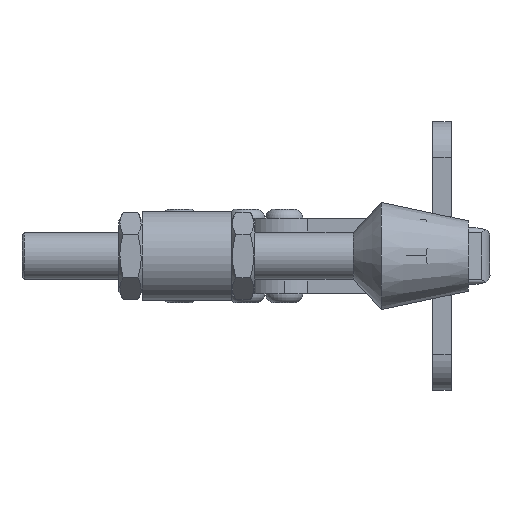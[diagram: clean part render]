
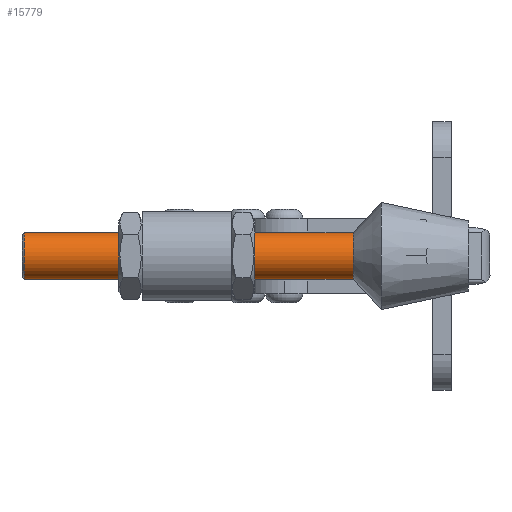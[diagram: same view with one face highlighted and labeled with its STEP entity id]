
A CAD part, left-side view. The second image highlights one B-rep face of the part: STEP entity #15779.
In plain terms, the highlighted cylindrical face has radius 5 mm (diameter 10 mm), a partial arc.
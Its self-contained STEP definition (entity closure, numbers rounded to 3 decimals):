
#4169 = CYLINDRICAL_SURFACE ( 'NONE', #15145, 5. ) ;
#4172 = FACE_OUTER_BOUND ( 'NONE', #23480, .T. ) ;
#9954 = CARTESIAN_POINT ( 'NONE',  ( 6.58, 0., 5. ) ) ;
#10007 = CARTESIAN_POINT ( 'NONE',  ( 6.58, 0., -5. ) ) ;
#10098 = CARTESIAN_POINT ( 'NONE',  ( 86.08, 0., -5. ) ) ;
#10099 = CARTESIAN_POINT ( 'NONE',  ( 86.08, 0., 5. ) ) ;
#14979 = ORIENTED_EDGE ( 'NONE', *, *, #24857, .F. ) ;
#14980 = ORIENTED_EDGE ( 'NONE', *, *, #24860, .T. ) ;
#14981 = ORIENTED_EDGE ( 'NONE', *, *, #24858, .T. ) ;
#14995 = ORIENTED_EDGE ( 'NONE', *, *, #24862, .T. ) ;
#15145 = AXIS2_PLACEMENT_3D ( 'NONE', #24189, #24187, #24181 ) ;
#15553 = AXIS2_PLACEMENT_3D ( 'NONE', #18140, #18142, #18143 ) ;
#15555 = AXIS2_PLACEMENT_3D ( 'NONE', #18158, #18160, #18161 ) ;
#15779 = ADVANCED_FACE ( 'NONE', ( #4172 ), #4169, .T. ) ;
#17398 = LINE ( 'NONE', #18116, #17400 ) ;
#17399 = CIRCLE ( 'NONE', #15553, 5. ) ;
#17400 = VECTOR ( 'NONE', #18124, 1000. ) ;
#17401 = CIRCLE ( 'NONE', #15555, 5. ) ;
#17402 = LINE ( 'NONE', #18138, #17404 ) ;
#17404 = VECTOR ( 'NONE', #18137, 1000. ) ;
#18116 = CARTESIAN_POINT ( 'NONE',  ( 86.58, 0., 5. ) ) ;
#18124 = DIRECTION ( 'NONE',  ( -1., 0., 0. ) ) ;
#18137 = DIRECTION ( 'NONE',  ( -1., 0., 0. ) ) ;
#18138 = CARTESIAN_POINT ( 'NONE',  ( 86.58, 0., -5. ) ) ;
#18140 = CARTESIAN_POINT ( 'NONE',  ( 6.58, 0., 0. ) ) ;
#18142 = DIRECTION ( 'NONE',  ( 1., 0., 0. ) ) ;
#18143 = DIRECTION ( 'NONE',  ( 0., 0., 1. ) ) ;
#18158 = CARTESIAN_POINT ( 'NONE',  ( 86.08, 0., 0. ) ) ;
#18160 = DIRECTION ( 'NONE',  ( -1., 0., 0. ) ) ;
#18161 = DIRECTION ( 'NONE',  ( 0., 0., -1. ) ) ;
#19585 = VERTEX_POINT ( 'NONE', #9954 ) ;
#19649 = VERTEX_POINT ( 'NONE', #10007 ) ;
#19753 = VERTEX_POINT ( 'NONE', #10098 ) ;
#19755 = VERTEX_POINT ( 'NONE', #10099 ) ;
#23480 = EDGE_LOOP ( 'NONE', ( #14995, #14980, #14981, #14979 ) ) ;
#24181 = DIRECTION ( 'NONE',  ( 0., 0., 1. ) ) ;
#24187 = DIRECTION ( 'NONE',  ( -1., 0., 0. ) ) ;
#24189 = CARTESIAN_POINT ( 'NONE',  ( 86.58, 0., 0. ) ) ;
#24857 = EDGE_CURVE ( 'NONE', #19755, #19585, #17398, .T. ) ;
#24858 = EDGE_CURVE ( 'NONE', #19649, #19585, #17399, .T. ) ;
#24860 = EDGE_CURVE ( 'NONE', #19753, #19649, #17402, .T. ) ;
#24862 = EDGE_CURVE ( 'NONE', #19755, #19753, #17401, .T. ) ;
